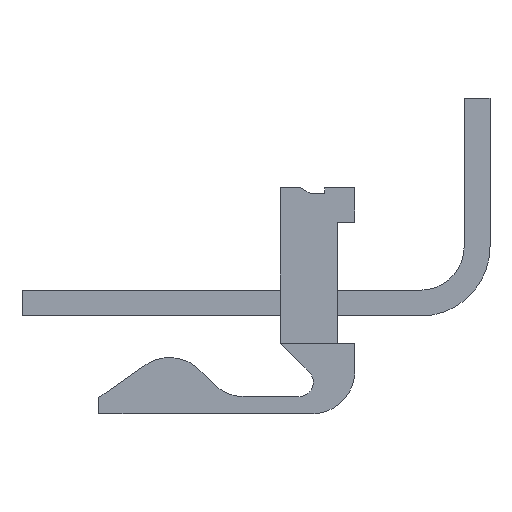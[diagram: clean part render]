
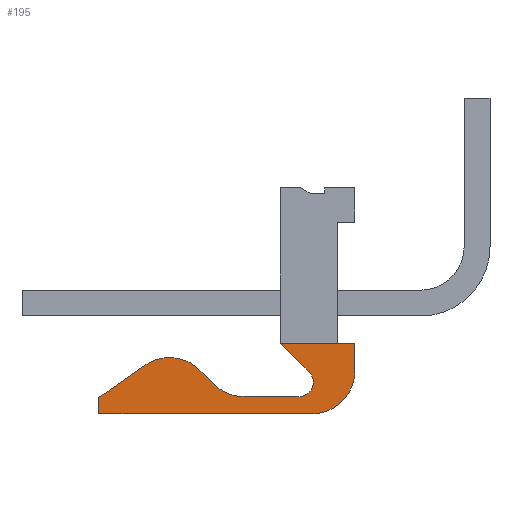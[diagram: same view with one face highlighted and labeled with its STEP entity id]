
A CAD part, left-side view. The second image highlights one B-rep face of the part: STEP entity #195.
In plain terms, the highlighted planar face has unit normal (-1, 0, 0).
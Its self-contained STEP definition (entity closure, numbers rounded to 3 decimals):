
#195=ADVANCED_FACE('',(#502),#503,.F.);
#502=FACE_OUTER_BOUND('',#830,.T.);
#503=PLANE('',#831);
#830=EDGE_LOOP('',(#1980,#1981,#1982,#1983,#1984,#1985,#1986,#1987,#1988,#1989,#1990,#1991,#1992,#1993));
#831=AXIS2_PLACEMENT_3D('',#1994,#1995,#1996);
#1980=ORIENTED_EDGE('',*,*,#2442,.F.);
#1981=ORIENTED_EDGE('',*,*,#2539,.F.);
#1982=ORIENTED_EDGE('',*,*,#2540,.F.);
#1983=ORIENTED_EDGE('',*,*,#2541,.F.);
#1984=ORIENTED_EDGE('',*,*,#2542,.F.);
#1985=ORIENTED_EDGE('',*,*,#2543,.F.);
#1986=ORIENTED_EDGE('',*,*,#2169,.F.);
#1987=ORIENTED_EDGE('',*,*,#2544,.F.);
#1988=ORIENTED_EDGE('',*,*,#2545,.F.);
#1989=ORIENTED_EDGE('',*,*,#2546,.F.);
#1990=ORIENTED_EDGE('',*,*,#2547,.F.);
#1991=ORIENTED_EDGE('',*,*,#2460,.F.);
#1992=ORIENTED_EDGE('',*,*,#2464,.F.);
#1993=ORIENTED_EDGE('',*,*,#2477,.T.);
#1994=CARTESIAN_POINT('',(-9.906,0.0,0.0));
#1995=DIRECTION('',(1.0,0.0,0.0));
#1996=DIRECTION('',(0.0,1.0,0.0));
#2169=EDGE_CURVE('',#2613,#2609,#2615,.T.);
#2442=EDGE_CURVE('',#3084,#2808,#3086,.T.);
#2460=EDGE_CURVE('',#3115,#3117,#3118,.T.);
#2464=EDGE_CURVE('',#2702,#3115,#3123,.T.);
#2477=EDGE_CURVE('',#2702,#2808,#3143,.T.);
#2539=EDGE_CURVE('',#3235,#3084,#3236,.T.);
#2540=EDGE_CURVE('',#3237,#3235,#3238,.T.);
#2541=EDGE_CURVE('',#3239,#3237,#3240,.T.);
#2542=EDGE_CURVE('',#3241,#3239,#3242,.T.);
#2543=EDGE_CURVE('',#2609,#3241,#3243,.T.);
#2544=EDGE_CURVE('',#3244,#2613,#3245,.T.);
#2545=EDGE_CURVE('',#3246,#3244,#3247,.T.);
#2546=EDGE_CURVE('',#3248,#3246,#3249,.T.);
#2547=EDGE_CURVE('',#3117,#3248,#3250,.T.);
#2609=VERTEX_POINT('',#3283);
#2613=VERTEX_POINT('',#3288);
#2615=CIRCLE('',#3291,1.905);
#2702=VERTEX_POINT('',#3419);
#2808=VERTEX_POINT('',#3580);
#3084=VERTEX_POINT('',#4005);
#3086=LINE('',#4008,#4009);
#3115=VERTEX_POINT('',#4050);
#3117=VERTEX_POINT('',#4053);
#3118=LINE('',#4054,#4055);
#3123=LINE('',#4063,#4064);
#3143=LINE('',#4092,#4093);
#3235=VERTEX_POINT('',#4246);
#3236=CIRCLE('',#4247,0.635);
#3237=VERTEX_POINT('',#4248);
#3238=LINE('',#4249,#4250);
#3239=VERTEX_POINT('',#4251);
#3240=CIRCLE('',#4252,1.905);
#3241=VERTEX_POINT('',#4253);
#3242=LINE('',#4254,#4255);
#3243=CIRCLE('',#4256,1.905);
#3244=VERTEX_POINT('',#4257);
#3245=LINE('',#4258,#4259);
#3246=VERTEX_POINT('',#4260);
#3247=LINE('',#4261,#4262);
#3248=VERTEX_POINT('',#4263);
#3249=LINE('',#4264,#4265);
#3250=CIRCLE('',#4266,1.905);
#3283=CARTESIAN_POINT('',(-9.906,6.172,-4.077));
#3288=CARTESIAN_POINT('',(-9.906,7.265,-4.421));
#3291=AXIS2_PLACEMENT_3D('',#4323,#4324,#4325);
#3419=CARTESIAN_POINT('',(-9.906,-1.27,-3.442));
#3580=CARTESIAN_POINT('',(-9.906,1.27,-3.442));
#4005=CARTESIAN_POINT('',(-9.906,-0.008,-4.72));
#4008=CARTESIAN_POINT('',(-9.906,-0.008,-4.72));
#4009=VECTOR('',#4650,1.808);
#4050=CARTESIAN_POINT('',(-9.906,-2.032,-3.442));
#4053=CARTESIAN_POINT('',(-9.906,-2.032,-4.661));
#4054=CARTESIAN_POINT('',(-9.906,-2.032,-3.442));
#4055=VECTOR('',#4676,1.219);
#4063=CARTESIAN_POINT('',(-9.906,-1.27,-3.442));
#4064=VECTOR('',#4680,0.762);
#4092=CARTESIAN_POINT('',(-9.906,-1.27,-3.442));
#4093=VECTOR('',#4701,2.54);
#4246=CARTESIAN_POINT('',(-9.906,0.441,-5.804));
#4247=AXIS2_PLACEMENT_3D('',#4763,#4764,#4765);
#4248=CARTESIAN_POINT('',(-9.906,2.867,-5.804));
#4249=CARTESIAN_POINT('',(-9.906,2.867,-5.804));
#4250=VECTOR('',#4766,2.426);
#4251=CARTESIAN_POINT('',(-9.906,4.214,-5.246));
#4252=AXIS2_PLACEMENT_3D('',#4767,#4768,#4769);
#4253=CARTESIAN_POINT('',(-9.906,4.825,-4.635));
#4254=CARTESIAN_POINT('',(-9.906,4.825,-4.635));
#4255=VECTOR('',#4770,0.864);
#4256=AXIS2_PLACEMENT_3D('',#4771,#4772,#4773);
#4257=CARTESIAN_POINT('',(-9.906,9.296,-5.844));
#4258=CARTESIAN_POINT('',(-9.906,9.296,-5.844));
#4259=VECTOR('',#4774,2.48);
#4260=CARTESIAN_POINT('',(-9.906,9.296,-6.566));
#4261=CARTESIAN_POINT('',(-9.906,9.296,-6.566));
#4262=VECTOR('',#4775,0.722);
#4263=CARTESIAN_POINT('',(-9.906,-0.127,-6.566));
#4264=CARTESIAN_POINT('',(-9.906,-0.127,-6.566));
#4265=VECTOR('',#4776,9.423);
#4266=AXIS2_PLACEMENT_3D('',#4777,#4778,#4779);
#4323=CARTESIAN_POINT('',(-9.906,6.172,-5.982));
#4324=DIRECTION('',(1.0,0.0,-0.0));
#4325=DIRECTION('',(0.0,0.574,0.819));
#4650=DIRECTION('',(0.0,0.707,0.707));
#4676=DIRECTION('',(0.0,0.0,-1.0));
#4680=DIRECTION('',(0.0,-1.0,0.0));
#4701=DIRECTION('',(0.0,1.0,0.0));
#4763=CARTESIAN_POINT('',(-9.906,0.441,-5.169));
#4764=DIRECTION('',(-1.0,0.0,0.0));
#4765=DIRECTION('',(0.0,0.0,-1.0));
#4766=DIRECTION('',(0.0,-1.0,0.0));
#4767=CARTESIAN_POINT('',(-9.906,2.867,-3.899));
#4768=DIRECTION('',(-1.0,0.0,0.0));
#4769=DIRECTION('',(0.0,0.707,-0.707));
#4770=DIRECTION('',(0.0,-0.707,-0.707));
#4771=CARTESIAN_POINT('',(-9.906,6.172,-5.982));
#4772=DIRECTION('',(1.0,0.0,-0.0));
#4773=DIRECTION('',(0.0,0.574,0.819));
#4774=DIRECTION('',(0.0,-0.819,0.574));
#4775=DIRECTION('',(0.0,0.0,1.0));
#4776=DIRECTION('',(0.0,1.0,0.0));
#4777=CARTESIAN_POINT('',(-9.906,-0.127,-4.661));
#4778=DIRECTION('',(1.0,0.0,0.0));
#4779=DIRECTION('',(0.0,-1.0,0.0));
